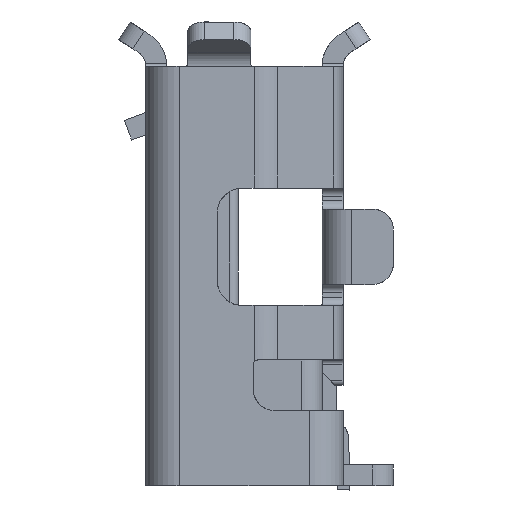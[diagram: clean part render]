
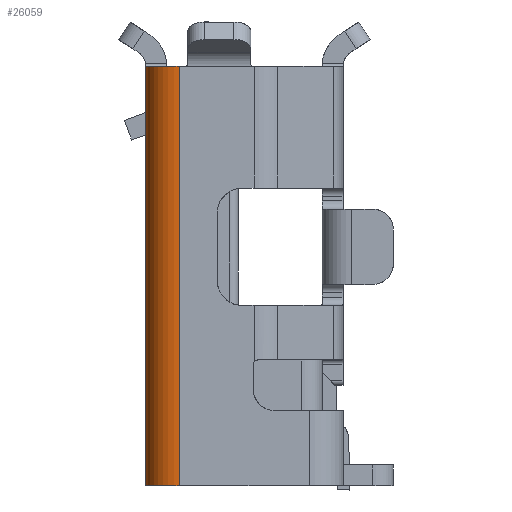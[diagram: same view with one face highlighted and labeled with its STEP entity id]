
A CAD part, left-side view. The second image highlights one B-rep face of the part: STEP entity #26059.
In plain terms, the highlighted cylindrical face has radius 0.4 mm (diameter 0.8 mm), a partial arc.
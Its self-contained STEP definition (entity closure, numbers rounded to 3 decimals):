
#1086 = VERTEX_POINT ( 'NONE', #2200 ) ;
#2200 = CARTESIAN_POINT ( 'NONE',  ( 71.7, 2.8, 0.3 ) ) ;
#2804 = ORIENTED_EDGE ( 'NONE', *, *, #23321, .T. ) ;
#3355 = AXIS2_PLACEMENT_3D ( 'NONE', #26069, #3957, #32477 ) ;
#3957 = DIRECTION ( 'NONE',  ( 0., 0., -1. ) ) ;
#4097 = ORIENTED_EDGE ( 'NONE', *, *, #14830, .T. ) ;
#5297 = VECTOR ( 'NONE', #6314, 1000. ) ;
#5410 = CARTESIAN_POINT ( 'NONE',  ( 71.7, 2.4, 5.3 ) ) ;
#6314 = DIRECTION ( 'NONE',  ( 0., 0., 1. ) ) ;
#6956 = FACE_OUTER_BOUND ( 'NONE', #9767, .T. ) ;
#7239 = AXIS2_PLACEMENT_3D ( 'NONE', #38417, #9242, #25578 ) ;
#8689 = CARTESIAN_POINT ( 'NONE',  ( 71.3, 2.4, 2.8 ) ) ;
#9242 = DIRECTION ( 'NONE',  ( 0., 0., -1. ) ) ;
#9767 = EDGE_LOOP ( 'NONE', ( #2804, #31682, #4097, #38871 ) ) ;
#9777 = CARTESIAN_POINT ( 'NONE',  ( 71.3, 2.4, 0.3 ) ) ;
#11155 = EDGE_CURVE ( 'NONE', #24952, #34262, #19205, .T. ) ;
#14830 = EDGE_CURVE ( 'NONE', #34262, #17849, #24004, .T. ) ;
#15202 = DIRECTION ( 'NONE',  ( -1., 0., 0. ) ) ;
#16531 = AXIS2_PLACEMENT_3D ( 'NONE', #5410, #41374, #15202 ) ;
#17617 = DIRECTION ( 'NONE',  ( 0., 0., -1. ) ) ;
#17849 = VERTEX_POINT ( 'NONE', #9777 ) ;
#19205 = CIRCLE ( 'NONE', #16531, 0.4 ) ;
#20111 = CARTESIAN_POINT ( 'NONE',  ( 71.7, 2.8, 2.8 ) ) ;
#20816 = CARTESIAN_POINT ( 'NONE',  ( 71.7, 2.8, 5.3 ) ) ;
#22673 = CYLINDRICAL_SURFACE ( 'NONE', #3355, 0.4 ) ;
#23321 = EDGE_CURVE ( 'NONE', #1086, #24952, #35468, .T. ) ;
#24004 = LINE ( 'NONE', #8689, #26292 ) ;
#24170 = CIRCLE ( 'NONE', #7239, 0.4 ) ;
#24952 = VERTEX_POINT ( 'NONE', #20816 ) ;
#25578 = DIRECTION ( 'NONE',  ( -1., 0., 0. ) ) ;
#26059 = ADVANCED_FACE ( 'NONE', ( #6956 ), #22673, .F. ) ;
#26069 = CARTESIAN_POINT ( 'NONE',  ( 71.7, 2.4, 5.3 ) ) ;
#26292 = VECTOR ( 'NONE', #17617, 1000. ) ;
#31682 = ORIENTED_EDGE ( 'NONE', *, *, #11155, .T. ) ;
#32477 = DIRECTION ( 'NONE',  ( -1., 0., 0. ) ) ;
#34262 = VERTEX_POINT ( 'NONE', #34464 ) ;
#34464 = CARTESIAN_POINT ( 'NONE',  ( 71.3, 2.4, 5.3 ) ) ;
#35468 = LINE ( 'NONE', #20111, #5297 ) ;
#38417 = CARTESIAN_POINT ( 'NONE',  ( 71.7, 2.4, 0.3 ) ) ;
#38871 = ORIENTED_EDGE ( 'NONE', *, *, #41187, .T. ) ;
#41187 = EDGE_CURVE ( 'NONE', #17849, #1086, #24170, .T. ) ;
#41374 = DIRECTION ( 'NONE',  ( 0., 0., 1. ) ) ;
